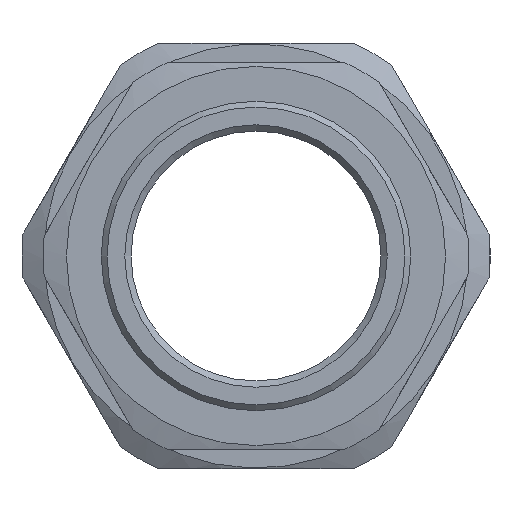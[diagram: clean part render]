
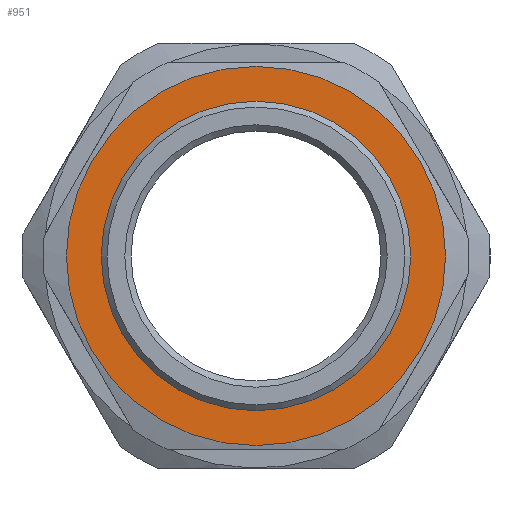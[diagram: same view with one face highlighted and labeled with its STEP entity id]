
A CAD part, left-side view. The second image highlights one B-rep face of the part: STEP entity #951.
In plain terms, the highlighted planar face has unit normal (-1, 0, 0).
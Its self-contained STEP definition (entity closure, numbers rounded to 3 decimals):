
#614 = CIRCLE ( 'NONE', #1833, 20. ) ;
#802 = ORIENTED_EDGE ( 'NONE', *, *, #3660, .T. ) ;
#951 = ADVANCED_FACE ( 'NONE', ( #3154, #2885 ), #5573, .F. ) ;
#973 = CIRCLE ( 'NONE', #5592, 24.5 ) ;
#1003 = EDGE_LOOP ( 'NONE', ( #802 ) ) ;
#1053 = CARTESIAN_POINT ( 'NONE',  ( 15.3, 0., -20. ) ) ;
#1205 = DIRECTION ( 'NONE',  ( 1., 0., 0. ) ) ;
#1411 = VERTEX_POINT ( 'NONE', #1053 ) ;
#1516 = EDGE_CURVE ( 'NONE', #4376, #4376, #973, .T. ) ;
#1833 = AXIS2_PLACEMENT_3D ( 'NONE', #3781, #1205, #4223 ) ;
#1959 = AXIS2_PLACEMENT_3D ( 'NONE', #5494, #5287, #5634 ) ;
#1990 = DIRECTION ( 'NONE',  ( 1., 0., 0. ) ) ;
#2002 = ORIENTED_EDGE ( 'NONE', *, *, #1516, .F. ) ;
#2885 = FACE_BOUND ( 'NONE', #1003, .T. ) ;
#3154 = FACE_OUTER_BOUND ( 'NONE', #4980, .T. ) ;
#3622 = CARTESIAN_POINT ( 'NONE',  ( 15.3, 0., -24.5 ) ) ;
#3660 = EDGE_CURVE ( 'NONE', #1411, #1411, #614, .T. ) ;
#3781 = CARTESIAN_POINT ( 'NONE',  ( 15.3, 0., 0. ) ) ;
#4223 = DIRECTION ( 'NONE',  ( 0., 0., -1. ) ) ;
#4376 = VERTEX_POINT ( 'NONE', #3622 ) ;
#4570 = CARTESIAN_POINT ( 'NONE',  ( 15.3, 0., 0. ) ) ;
#4980 = EDGE_LOOP ( 'NONE', ( #2002 ) ) ;
#5007 = DIRECTION ( 'NONE',  ( 0., 0., -1. ) ) ;
#5287 = DIRECTION ( 'NONE',  ( 1., 0., 0. ) ) ;
#5494 = CARTESIAN_POINT ( 'NONE',  ( 15.3, 20., 0. ) ) ;
#5573 = PLANE ( 'NONE',  #1959 ) ;
#5592 = AXIS2_PLACEMENT_3D ( 'NONE', #4570, #1990, #5007 ) ;
#5634 = DIRECTION ( 'NONE',  ( 0., 0., -1. ) ) ;
